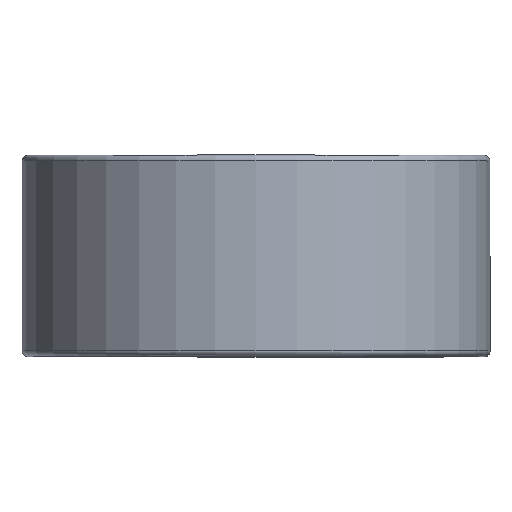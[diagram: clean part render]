
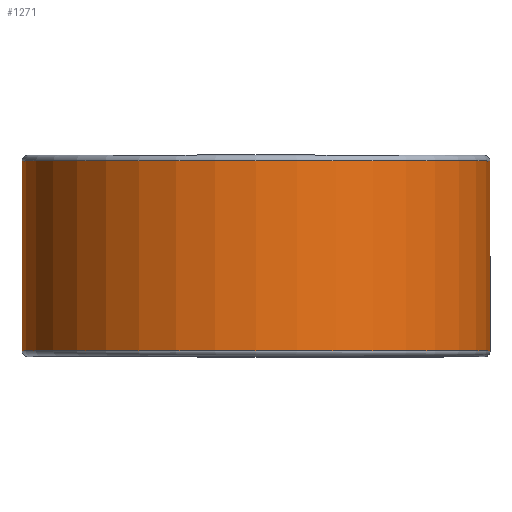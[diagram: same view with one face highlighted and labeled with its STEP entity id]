
A CAD part, top view. The second image highlights one B-rep face of the part: STEP entity #1271.
In plain terms, the highlighted cylindrical face has radius 31.382 mm (diameter 62.763 mm), a partial arc.
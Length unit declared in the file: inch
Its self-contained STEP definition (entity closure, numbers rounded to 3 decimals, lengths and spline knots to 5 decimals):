
#13 = DIRECTION ( 'NONE',  ( 0., -1., 0. ) ) ;
#154 = ORIENTED_EDGE ( 'NONE', *, *, #1626, .T. ) ;
#174 = EDGE_CURVE ( 'NONE', #1187, #1209, #1770, .T. ) ;
#200 = DIRECTION ( 'NONE',  ( 0., -1., 0. ) ) ;
#245 = CARTESIAN_POINT ( 'NONE',  ( 0., -0.50125, 0. ) ) ;
#306 = VECTOR ( 'NONE', #1614, 39.37008 ) ;
#382 = ORIENTED_EDGE ( 'NONE', *, *, #1670, .F. ) ;
#426 = CARTESIAN_POINT ( 'NONE',  ( 0., 0.5, 0. ) ) ;
#458 = DIRECTION ( 'NONE',  ( 0., 0., -1. ) ) ;
#517 = AXIS2_PLACEMENT_3D ( 'NONE', #426, #13, #1562 ) ;
#520 = CYLINDRICAL_SURFACE ( 'NONE', #517, 1.2355 ) ;
#585 = CIRCLE ( 'NONE', #1311, 1.2355 ) ;
#679 = EDGE_LOOP ( 'NONE', ( #1023, #154, #736, #382 ) ) ;
#725 = FACE_OUTER_BOUND ( 'NONE', #679, .T. ) ;
#736 = ORIENTED_EDGE ( 'NONE', *, *, #174, .F. ) ;
#795 = EDGE_CURVE ( 'NONE', #955, #900, #2380, .T. ) ;
#900 = VERTEX_POINT ( 'NONE', #1063 ) ;
#955 = VERTEX_POINT ( 'NONE', #1415 ) ;
#1023 = ORIENTED_EDGE ( 'NONE', *, *, #795, .T. ) ;
#1063 = CARTESIAN_POINT ( 'NONE',  ( 1.2355, 0.50125, 0. ) ) ;
#1087 = AXIS2_PLACEMENT_3D ( 'NONE', #1363, #200, #1536 ) ;
#1187 = VERTEX_POINT ( 'NONE', #1694 ) ;
#1209 = VERTEX_POINT ( 'NONE', #1348 ) ;
#1271 = ADVANCED_FACE ( 'NONE', ( #725 ), #520, .T. ) ;
#1311 = AXIS2_PLACEMENT_3D ( 'NONE', #245, #1575, #458 ) ;
#1348 = CARTESIAN_POINT ( 'NONE',  ( 0., 0.50125, -1.2355 ) ) ;
#1363 = CARTESIAN_POINT ( 'NONE',  ( 0., 0.50125, 0. ) ) ;
#1415 = CARTESIAN_POINT ( 'NONE',  ( 1.2355, -0.50125, 0. ) ) ;
#1536 = DIRECTION ( 'NONE',  ( 0., 0., -1. ) ) ;
#1562 = DIRECTION ( 'NONE',  ( 0., 0., -1. ) ) ;
#1575 = DIRECTION ( 'NONE',  ( 0., -1., 0. ) ) ;
#1614 = DIRECTION ( 'NONE',  ( 0., 1., 0. ) ) ;
#1626 = EDGE_CURVE ( 'NONE', #900, #1209, #1824, .T. ) ;
#1670 = EDGE_CURVE ( 'NONE', #955, #1187, #585, .T. ) ;
#1694 = CARTESIAN_POINT ( 'NONE',  ( 0., -0.50125, -1.2355 ) ) ;
#1770 = LINE ( 'NONE', #1902, #306 ) ;
#1824 = CIRCLE ( 'NONE', #1087, 1.2355 ) ;
#1859 = DIRECTION ( 'NONE',  ( 0., 1., 0. ) ) ;
#1902 = CARTESIAN_POINT ( 'NONE',  ( 0., 0.50125, -1.2355 ) ) ;
#2004 = CARTESIAN_POINT ( 'NONE',  ( 1.2355, 0.50125, 0. ) ) ;
#2346 = VECTOR ( 'NONE', #1859, 39.37008 ) ;
#2380 = LINE ( 'NONE', #2004, #2346 ) ;
